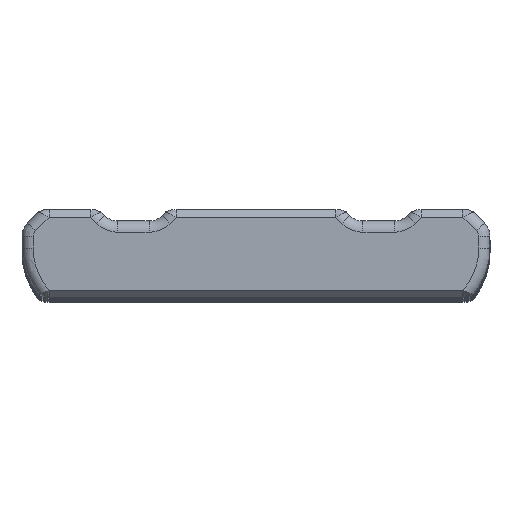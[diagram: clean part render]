
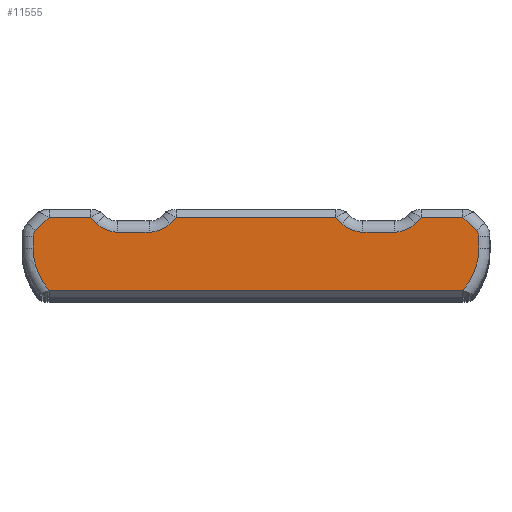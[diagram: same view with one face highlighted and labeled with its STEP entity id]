
A CAD part, top view. The second image highlights one B-rep face of the part: STEP entity #11555.
In plain terms, the highlighted planar face has unit normal (0, 0, 1).
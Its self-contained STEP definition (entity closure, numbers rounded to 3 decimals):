
#1597=LINE('',#19194,#2407);
#1598=LINE('',#19198,#2408);
#1599=LINE('',#19202,#2409);
#1600=LINE('',#19204,#2410);
#1601=LINE('',#19206,#2411);
#1602=LINE('',#19210,#2412);
#1603=LINE('',#19214,#2413);
#1604=LINE('',#19216,#2414);
#1605=LINE('',#19218,#2415);
#1606=LINE('',#19222,#2416);
#1607=LINE('',#19226,#2417);
#1608=LINE('',#19228,#2418);
#1609=LINE('',#19230,#2419);
#1610=LINE('',#19233,#2420);
#2407=VECTOR('',#14044,22.106);
#2408=VECTOR('',#14047,0.64);
#2409=VECTOR('',#14050,1.034);
#2410=VECTOR('',#14051,2.203);
#2411=VECTOR('',#14052,0.469);
#2412=VECTOR('',#14055,1.672);
#2413=VECTOR('',#14058,0.469);
#2414=VECTOR('',#14059,8.503);
#2415=VECTOR('',#14060,0.469);
#2416=VECTOR('',#14063,1.672);
#2417=VECTOR('',#14066,0.469);
#2418=VECTOR('',#14067,2.203);
#2419=VECTOR('',#14068,1.034);
#2420=VECTOR('',#14071,0.64);
#3143=FACE_OUTER_BOUND('',#3878,.T.);
#3878=EDGE_LOOP('',(#8224,#8225,#8226,#8227,#8228,#8229,#8230,#8231,#8232,
#8233,#8234,#8235,#8236,#8237,#8238,#8239,#8240,#8241,#8242,#8243,#8244,
#8245));
#4645=CIRCLE('',#12401,3.4);
#4646=CIRCLE('',#12402,3.4);
#4647=CIRCLE('',#12403,0.4);
#4648=CIRCLE('',#12404,1.6);
#4649=CIRCLE('',#12405,1.6);
#4650=CIRCLE('',#12406,1.6);
#4651=CIRCLE('',#12407,1.6);
#4652=CIRCLE('',#12408,0.4);
#5515=VERTEX_POINT('',#19190);
#5516=VERTEX_POINT('',#19191);
#5517=VERTEX_POINT('',#19193);
#5518=VERTEX_POINT('',#19195);
#5519=VERTEX_POINT('',#19197);
#5520=VERTEX_POINT('',#19199);
#5521=VERTEX_POINT('',#19201);
#5522=VERTEX_POINT('',#19203);
#5523=VERTEX_POINT('',#19205);
#5524=VERTEX_POINT('',#19207);
#5525=VERTEX_POINT('',#19209);
#5526=VERTEX_POINT('',#19211);
#5527=VERTEX_POINT('',#19213);
#5528=VERTEX_POINT('',#19215);
#5529=VERTEX_POINT('',#19217);
#5530=VERTEX_POINT('',#19219);
#5531=VERTEX_POINT('',#19221);
#5532=VERTEX_POINT('',#19223);
#5533=VERTEX_POINT('',#19225);
#5534=VERTEX_POINT('',#19227);
#5535=VERTEX_POINT('',#19229);
#5536=VERTEX_POINT('',#19231);
#6501=EDGE_CURVE('',#5515,#5516,#4645,.F.);
#6502=EDGE_CURVE('',#5516,#5517,#1597,.T.);
#6503=EDGE_CURVE('',#5517,#5518,#4646,.F.);
#6504=EDGE_CURVE('',#5518,#5519,#1598,.F.);
#6505=EDGE_CURVE('',#5519,#5520,#4647,.F.);
#6506=EDGE_CURVE('',#5520,#5521,#1599,.T.);
#6507=EDGE_CURVE('',#5521,#5522,#1600,.T.);
#6508=EDGE_CURVE('',#5522,#5523,#1601,.T.);
#6509=EDGE_CURVE('',#5523,#5524,#4648,.T.);
#6510=EDGE_CURVE('',#5524,#5525,#1602,.T.);
#6511=EDGE_CURVE('',#5525,#5526,#4649,.T.);
#6512=EDGE_CURVE('',#5526,#5527,#1603,.T.);
#6513=EDGE_CURVE('',#5527,#5528,#1604,.T.);
#6514=EDGE_CURVE('',#5528,#5529,#1605,.T.);
#6515=EDGE_CURVE('',#5529,#5530,#4650,.T.);
#6516=EDGE_CURVE('',#5530,#5531,#1606,.T.);
#6517=EDGE_CURVE('',#5531,#5532,#4651,.T.);
#6518=EDGE_CURVE('',#5532,#5533,#1607,.T.);
#6519=EDGE_CURVE('',#5533,#5534,#1608,.T.);
#6520=EDGE_CURVE('',#5534,#5535,#1609,.F.);
#6521=EDGE_CURVE('',#5535,#5536,#4652,.F.);
#6522=EDGE_CURVE('',#5536,#5515,#1610,.F.);
#8224=ORIENTED_EDGE('',*,*,#6501,.T.);
#8225=ORIENTED_EDGE('',*,*,#6502,.T.);
#8226=ORIENTED_EDGE('',*,*,#6503,.T.);
#8227=ORIENTED_EDGE('',*,*,#6504,.T.);
#8228=ORIENTED_EDGE('',*,*,#6505,.T.);
#8229=ORIENTED_EDGE('',*,*,#6506,.T.);
#8230=ORIENTED_EDGE('',*,*,#6507,.T.);
#8231=ORIENTED_EDGE('',*,*,#6508,.T.);
#8232=ORIENTED_EDGE('',*,*,#6509,.T.);
#8233=ORIENTED_EDGE('',*,*,#6510,.T.);
#8234=ORIENTED_EDGE('',*,*,#6511,.T.);
#8235=ORIENTED_EDGE('',*,*,#6512,.T.);
#8236=ORIENTED_EDGE('',*,*,#6513,.T.);
#8237=ORIENTED_EDGE('',*,*,#6514,.T.);
#8238=ORIENTED_EDGE('',*,*,#6515,.T.);
#8239=ORIENTED_EDGE('',*,*,#6516,.T.);
#8240=ORIENTED_EDGE('',*,*,#6517,.T.);
#8241=ORIENTED_EDGE('',*,*,#6518,.T.);
#8242=ORIENTED_EDGE('',*,*,#6519,.T.);
#8243=ORIENTED_EDGE('',*,*,#6520,.T.);
#8244=ORIENTED_EDGE('',*,*,#6521,.T.);
#8245=ORIENTED_EDGE('',*,*,#6522,.T.);
#11353=PLANE('',#12400);
#11555=ADVANCED_FACE('',(#3143),#11353,.F.);
#12400=AXIS2_PLACEMENT_3D('',#19189,#14040,#14041);
#12401=AXIS2_PLACEMENT_3D('',#19192,#14042,#14043);
#12402=AXIS2_PLACEMENT_3D('',#19196,#14045,#14046);
#12403=AXIS2_PLACEMENT_3D('',#19200,#14048,#14049);
#12404=AXIS2_PLACEMENT_3D('',#19208,#14053,#14054);
#12405=AXIS2_PLACEMENT_3D('',#19212,#14056,#14057);
#12406=AXIS2_PLACEMENT_3D('',#19220,#14061,#14062);
#12407=AXIS2_PLACEMENT_3D('',#19224,#14064,#14065);
#12408=AXIS2_PLACEMENT_3D('',#19232,#14069,#14070);
#14040=DIRECTION('center_axis',(0.,0.,-1.));
#14041=DIRECTION('ref_axis',(-1.,0.,0.));
#14042=DIRECTION('center_axis',(0.,0.,-1.));
#14043=DIRECTION('ref_axis',(-1.,0.,0.));
#14044=DIRECTION('',(1.,0.,0.));
#14045=DIRECTION('center_axis',(0.,0.,-1.));
#14046=DIRECTION('ref_axis',(-1.,0.,0.));
#14047=DIRECTION('',(0.,-1.,0.));
#14048=DIRECTION('center_axis',(0.,0.,-1.));
#14049=DIRECTION('ref_axis',(-1.,0.,0.));
#14050=DIRECTION('',(-0.707,0.707,0.));
#14051=DIRECTION('',(-1.,0.,0.));
#14052=DIRECTION('',(-0.707,-0.707,0.));
#14053=DIRECTION('center_axis',(0.,0.,-1.));
#14054=DIRECTION('ref_axis',(-1.,0.,0.));
#14055=DIRECTION('',(-1.,0.,0.));
#14056=DIRECTION('center_axis',(0.,0.,-1.));
#14057=DIRECTION('ref_axis',(-1.,0.,0.));
#14058=DIRECTION('',(-0.707,0.707,0.));
#14059=DIRECTION('',(-1.,0.,0.));
#14060=DIRECTION('',(-0.707,-0.707,0.));
#14061=DIRECTION('center_axis',(0.,0.,-1.));
#14062=DIRECTION('ref_axis',(-1.,0.,0.));
#14063=DIRECTION('',(-1.,0.,0.));
#14064=DIRECTION('center_axis',(0.,0.,-1.));
#14065=DIRECTION('ref_axis',(-1.,0.,0.));
#14066=DIRECTION('',(-0.707,0.707,0.));
#14067=DIRECTION('',(-1.,0.,0.));
#14068=DIRECTION('',(0.707,0.707,0.));
#14069=DIRECTION('center_axis',(0.,0.,-1.));
#14070=DIRECTION('ref_axis',(-1.,0.,0.));
#14071=DIRECTION('',(0.,1.,0.));
#19189=CARTESIAN_POINT('Origin',(-15.,-17.45,-157.5));
#19190=CARTESIAN_POINT('',(-14.4,-14.804,-157.5));
#19191=CARTESIAN_POINT('',(-13.553,-17.05,-157.5));
#19192=CARTESIAN_POINT('Origin',(-11.,-14.804,-157.5));
#19193=CARTESIAN_POINT('',(8.553,-17.05,-157.5));
#19194=CARTESIAN_POINT('',(-13.553,-17.05,-157.5));
#19195=CARTESIAN_POINT('',(9.4,-14.804,-157.5));
#19196=CARTESIAN_POINT('Origin',(6.,-14.804,-157.5));
#19197=CARTESIAN_POINT('',(9.4,-14.164,-157.5));
#19198=CARTESIAN_POINT('',(9.4,-14.164,-157.5));
#19199=CARTESIAN_POINT('',(9.283,-13.881,-157.5));
#19200=CARTESIAN_POINT('Origin',(9.,-14.164,-157.5));
#19201=CARTESIAN_POINT('',(8.551,-13.15,-157.5));
#19202=CARTESIAN_POINT('',(9.283,-13.881,-157.5));
#19203=CARTESIAN_POINT('',(6.349,-13.15,-157.5));
#19204=CARTESIAN_POINT('',(8.551,-13.15,-157.5));
#19205=CARTESIAN_POINT('',(6.017,-13.481,-157.5));
#19206=CARTESIAN_POINT('',(6.349,-13.15,-157.5));
#19207=CARTESIAN_POINT('',(4.886,-13.95,-157.5));
#19208=CARTESIAN_POINT('Origin',(4.886,-12.35,-157.5));
#19209=CARTESIAN_POINT('',(3.214,-13.95,-157.5));
#19210=CARTESIAN_POINT('',(4.886,-13.95,-157.5));
#19211=CARTESIAN_POINT('',(2.083,-13.481,-157.5));
#19212=CARTESIAN_POINT('Origin',(3.214,-12.35,-157.5));
#19213=CARTESIAN_POINT('',(1.751,-13.15,-157.5));
#19214=CARTESIAN_POINT('',(2.083,-13.481,-157.5));
#19215=CARTESIAN_POINT('',(-6.751,-13.15,-157.5));
#19216=CARTESIAN_POINT('',(1.751,-13.15,-157.5));
#19217=CARTESIAN_POINT('',(-7.083,-13.481,-157.5));
#19218=CARTESIAN_POINT('',(-6.751,-13.15,-157.5));
#19219=CARTESIAN_POINT('',(-8.214,-13.95,-157.5));
#19220=CARTESIAN_POINT('Origin',(-8.214,-12.35,-157.5));
#19221=CARTESIAN_POINT('',(-9.886,-13.95,-157.5));
#19222=CARTESIAN_POINT('',(-8.214,-13.95,-157.5));
#19223=CARTESIAN_POINT('',(-11.017,-13.481,-157.5));
#19224=CARTESIAN_POINT('Origin',(-9.886,-12.35,-157.5));
#19225=CARTESIAN_POINT('',(-11.349,-13.15,-157.5));
#19226=CARTESIAN_POINT('',(-11.017,-13.481,-157.5));
#19227=CARTESIAN_POINT('',(-13.551,-13.15,-157.5));
#19228=CARTESIAN_POINT('',(-11.349,-13.15,-157.5));
#19229=CARTESIAN_POINT('',(-14.283,-13.881,-157.5));
#19230=CARTESIAN_POINT('',(-14.283,-13.881,-157.5));
#19231=CARTESIAN_POINT('',(-14.4,-14.164,-157.5));
#19232=CARTESIAN_POINT('Origin',(-14.,-14.164,-157.5));
#19233=CARTESIAN_POINT('',(-14.4,-14.804,-157.5));
